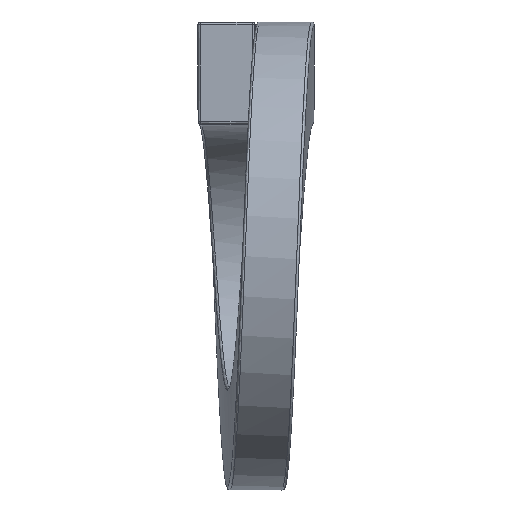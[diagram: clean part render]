
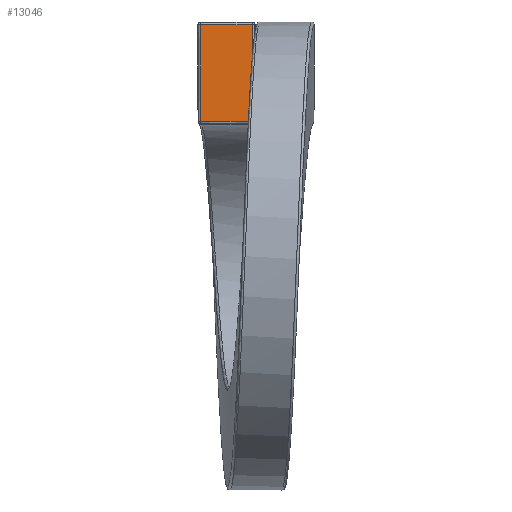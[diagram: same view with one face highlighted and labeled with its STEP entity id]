
A CAD part, left-side view. The second image highlights one B-rep face of the part: STEP entity #13046.
In plain terms, the highlighted planar face has unit normal (-1, 0, 0).
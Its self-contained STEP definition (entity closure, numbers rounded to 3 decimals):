
#293 = FACE_OUTER_BOUND ( 'NONE', #5978, .T. ) ;
#315 = CARTESIAN_POINT ( 'NONE',  ( 0., 2.042, 8.949 ) ) ;
#481 = CARTESIAN_POINT ( 'NONE',  ( 0., 2.096, 8.949 ) ) ;
#546 = CARTESIAN_POINT ( 'NONE',  ( 0., 1.934, 8.949 ) ) ;
#674 = EDGE_CURVE ( 'NONE', #12762, #3099, #5111, .T. ) ;
#836 = CARTESIAN_POINT ( 'NONE',  ( 0., 1.1, 5.199 ) ) ;
#1685 = CARTESIAN_POINT ( 'NONE',  ( 0., 1.988, 8.949 ) ) ;
#2089 = CARTESIAN_POINT ( 'NONE',  ( 0., 2.095, 7.075 ) ) ;
#2222 = CARTESIAN_POINT ( 'NONE',  ( 0., 0.093, 5.199 ) ) ;
#2285 = CARTESIAN_POINT ( 'NONE',  ( 0., 1.38, 5.199 ) ) ;
#2528 = CARTESIAN_POINT ( 'NONE',  ( 0., 0.095, 7.595 ) ) ;
#2582 = CARTESIAN_POINT ( 'NONE',  ( 0., 0.094, 5.757 ) ) ;
#2608 = CARTESIAN_POINT ( 'NONE',  ( 0., 2.093, 5.478 ) ) ;
#2913 = EDGE_CURVE ( 'NONE', #13180, #14296, #15909, .T. ) ;
#3099 = VERTEX_POINT ( 'NONE', #3994 ) ;
#3215 = CARTESIAN_POINT ( 'NONE',  ( 0., 1.656, 8.949 ) ) ;
#3994 = CARTESIAN_POINT ( 'NONE',  ( 0., 2.096, 8.949 ) ) ;
#4070 = CARTESIAN_POINT ( 'NONE',  ( 0., 0.096, 8.949 ) ) ;
#4346 = CARTESIAN_POINT ( 'NONE',  ( 0., 0.096, 8.949 ) ) ;
#4479 = ORIENTED_EDGE ( 'NONE', *, *, #674, .T. ) ;
#5111 = B_SPLINE_CURVE_WITH_KNOTS ( 'NONE', 3,
 ( #4346, #9646, #7168, #11041, #10932, #16423, #8502, #15045, #3215, #546, #1685, #315, #481 ),
 .UNSPECIFIED., .F., .F.,
 ( 4, 3, 3, 3, 4 ),
 ( 0., 0., 0.001, 0.002, 0.002 ),
 .UNSPECIFIED. ) ;
#5119 = CARTESIAN_POINT ( 'NONE',  ( 0., 0.095, 6.729 ) ) ;
#5636 = EDGE_CURVE ( 'NONE', #14296, #12762, #14550, .T. ) ;
#5978 = EDGE_LOOP ( 'NONE', ( #16064, #15218, #11575, #4479 ) ) ;
#6049 = CARTESIAN_POINT ( 'NONE',  ( 0., 2.096, 8.635 ) ) ;
#6175 = CARTESIAN_POINT ( 'NONE',  ( 0., 2.093, 5.199 ) ) ;
#6253 = CARTESIAN_POINT ( 'NONE',  ( 0., 1.1, 9.05 ) ) ;
#6377 = CARTESIAN_POINT ( 'NONE',  ( 0., 0.094, 5.478 ) ) ;
#6437 = CARTESIAN_POINT ( 'NONE',  ( 0., 0.096, 8.739 ) ) ;
#6481 = CARTESIAN_POINT ( 'NONE',  ( 0., 0.093, 5.199 ) ) ;
#7168 = CARTESIAN_POINT ( 'NONE',  ( 0., 0.395, 8.949 ) ) ;
#7387 = CARTESIAN_POINT ( 'NONE',  ( 0., 2.096, 8.845 ) ) ;
#7515 = CARTESIAN_POINT ( 'NONE',  ( 0., 0.391, 5.199 ) ) ;
#7768 = CARTESIAN_POINT ( 'NONE',  ( 0., 0.095, 6.382 ) ) ;
#7829 = CARTESIAN_POINT ( 'NONE',  ( 0., 0.096, 8.844 ) ) ;
#7954 = CARTESIAN_POINT ( 'NONE',  ( 0., 2.093, 5.199 ) ) ;
#8502 = CARTESIAN_POINT ( 'NONE',  ( 0., 1.1, 8.949 ) ) ;
#8590 = CARTESIAN_POINT ( 'NONE',  ( 0., 2.096, 8.74 ) ) ;
#8720 = CARTESIAN_POINT ( 'NONE',  ( 0., 2.095, 7.595 ) ) ;
#8957 = CARTESIAN_POINT ( 'NONE',  ( 0., 2.042, 5.199 ) ) ;
#9009 = CARTESIAN_POINT ( 'NONE',  ( 0., 0.242, 5.199 ) ) ;
#9124 = AXIS2_PLACEMENT_3D ( 'NONE', #6253, #14133, #11466 ) ;
#9646 = CARTESIAN_POINT ( 'NONE',  ( 0., 0.245, 8.949 ) ) ;
#9857 = CARTESIAN_POINT ( 'NONE',  ( 0., 2.096, 8.949 ) ) ;
#10006 = PLANE ( 'NONE',  #9124 ) ;
#10167 = CARTESIAN_POINT ( 'NONE',  ( 0., 1.941, 5.199 ) ) ;
#10315 = CARTESIAN_POINT ( 'NONE',  ( 0., 0.096, 8.949 ) ) ;
#10379 = CARTESIAN_POINT ( 'NONE',  ( 0., 0.095, 7.075 ) ) ;
#10423 = CARTESIAN_POINT ( 'NONE',  ( 0., 0.096, 8.114 ) ) ;
#10469 = CARTESIAN_POINT ( 'NONE',  ( 0., 2.093, 5.199 ) ) ;
#10502 = CARTESIAN_POINT ( 'NONE',  ( 0., 2.095, 6.728 ) ) ;
#10932 = CARTESIAN_POINT ( 'NONE',  ( 0., 0.729, 8.949 ) ) ;
#10972 = B_SPLINE_CURVE_WITH_KNOTS ( 'NONE', 3,
 ( #9857, #7387, #8590, #6049, #15330, #8720, #2089, #10502, #13059, #15945, #11711, #2608, #7954 ),
 .UNSPECIFIED., .F., .F.,
 ( 4, 3, 3, 3, 4 ),
 ( 0., 0., 0.002, 0.003, 0.004 ),
 .UNSPECIFIED. ) ;
#11041 = CARTESIAN_POINT ( 'NONE',  ( 0., 0.544, 8.949 ) ) ;
#11466 = DIRECTION ( 'NONE',  ( 0., 0., -1. ) ) ;
#11575 = ORIENTED_EDGE ( 'NONE', *, *, #5636, .T. ) ;
#11614 = CARTESIAN_POINT ( 'NONE',  ( 0., 0.913, 5.199 ) ) ;
#11711 = CARTESIAN_POINT ( 'NONE',  ( 0., 2.094, 5.756 ) ) ;
#12762 = VERTEX_POINT ( 'NONE', #4070 ) ;
#12887 = CARTESIAN_POINT ( 'NONE',  ( 0., 0.726, 5.199 ) ) ;
#13046 = ADVANCED_FACE ( 'NONE', ( #293 ), #10006, .F. ) ;
#13059 = CARTESIAN_POINT ( 'NONE',  ( 0., 2.094, 6.382 ) ) ;
#13180 = VERTEX_POINT ( 'NONE', #10469 ) ;
#14112 = CARTESIAN_POINT ( 'NONE',  ( 0., 1.992, 5.199 ) ) ;
#14133 = DIRECTION ( 'NONE',  ( 1., 0., 0. ) ) ;
#14296 = VERTEX_POINT ( 'NONE', #16331 ) ;
#14550 = B_SPLINE_CURVE_WITH_KNOTS ( 'NONE', 3,
 ( #6481, #6377, #2582, #15769, #7768, #5119, #10379, #2528, #10423, #17082, #6437, #7829, #10315 ),
 .UNSPECIFIED., .F., .F.,
 ( 4, 3, 3, 3, 4 ),
 ( 0., 0.001, 0.002, 0.003, 0.004 ),
 .UNSPECIFIED. ) ;
#15045 = CARTESIAN_POINT ( 'NONE',  ( 0., 1.378, 8.949 ) ) ;
#15218 = ORIENTED_EDGE ( 'NONE', *, *, #2913, .T. ) ;
#15330 = CARTESIAN_POINT ( 'NONE',  ( 0., 2.096, 8.115 ) ) ;
#15508 = CARTESIAN_POINT ( 'NONE',  ( 0., 0.539, 5.199 ) ) ;
#15769 = CARTESIAN_POINT ( 'NONE',  ( 0., 0.094, 6.036 ) ) ;
#15909 = B_SPLINE_CURVE_WITH_KNOTS ( 'NONE', 3,
 ( #6175, #8957, #14112, #10167, #16953, #2285, #836, #11614, #12887, #15508, #7515, #9009, #2222 ),
 .UNSPECIFIED., .F., .F.,
 ( 4, 3, 3, 3, 4 ),
 ( 0., 0., 0.001, 0.002, 0.002 ),
 .UNSPECIFIED. ) ;
#15945 = CARTESIAN_POINT ( 'NONE',  ( 0., 2.094, 6.035 ) ) ;
#16064 = ORIENTED_EDGE ( 'NONE', *, *, #17136, .T. ) ;
#16331 = CARTESIAN_POINT ( 'NONE',  ( 0., 0.093, 5.199 ) ) ;
#16423 = CARTESIAN_POINT ( 'NONE',  ( 0., 0.915, 8.949 ) ) ;
#16953 = CARTESIAN_POINT ( 'NONE',  ( 0., 1.661, 5.199 ) ) ;
#17082 = CARTESIAN_POINT ( 'NONE',  ( 0., 0.096, 8.634 ) ) ;
#17136 = EDGE_CURVE ( 'NONE', #3099, #13180, #10972, .T. ) ;
